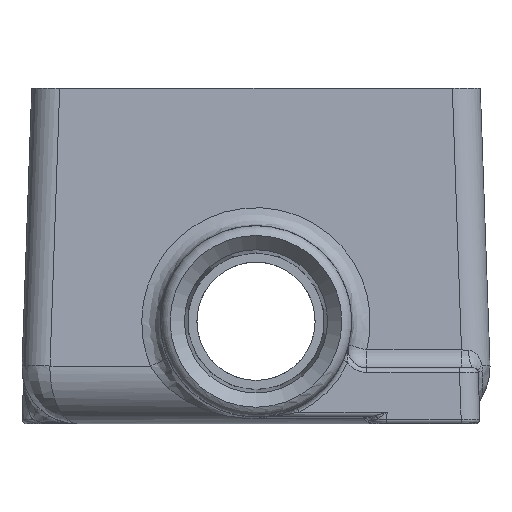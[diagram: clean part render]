
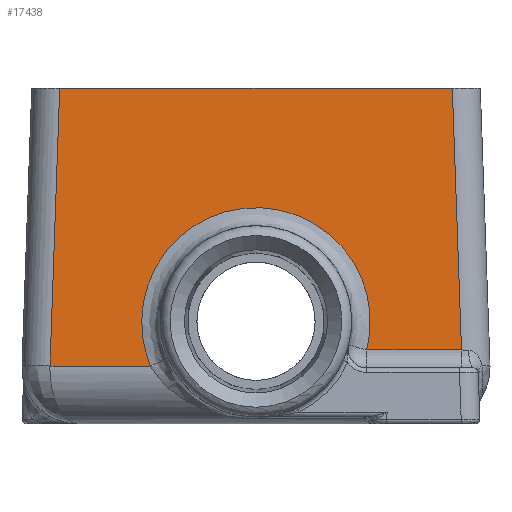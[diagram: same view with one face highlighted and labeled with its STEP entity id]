
A CAD part, left-side view. The second image highlights one B-rep face of the part: STEP entity #17438.
In plain terms, the highlighted planar face has unit normal (-0.999, 0, 0.035).
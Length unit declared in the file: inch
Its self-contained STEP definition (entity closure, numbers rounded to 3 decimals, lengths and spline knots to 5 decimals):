
#1220=ELLIPSE('',#18511,0.76597,0.7655);
#1293=LINE('',#22939,#2912);
#1303=LINE('',#22987,#2922);
#1304=LINE('',#22989,#2923);
#1305=LINE('',#22993,#2924);
#1306=LINE('',#22994,#2925);
#2912=VECTOR('',#19462,2.62959);
#2922=VECTOR('',#19502,1.86418);
#2923=VECTOR('',#19503,0.67346);
#2924=VECTOR('',#19506,0.63388);
#2925=VECTOR('',#19507,1.7565);
#4530=PLANE('',#18510);
#5232=FACE_OUTER_BOUND('',#6284,.T.);
#6284=EDGE_LOOP('',(#12112,#12113,#12114,#12115,#12116,#12117));
#7663=VERTEX_POINT('',#22936);
#7664=VERTEX_POINT('',#22938);
#7687=VERTEX_POINT('',#22986);
#7688=VERTEX_POINT('',#22988);
#7689=VERTEX_POINT('',#22990);
#7690=VERTEX_POINT('',#22992);
#9402=EDGE_CURVE('',#7664,#7663,#1293,.T.);
#9426=EDGE_CURVE('',#7687,#7663,#1303,.T.);
#9427=EDGE_CURVE('',#7688,#7687,#1304,.T.);
#9428=EDGE_CURVE('',#7689,#7688,#1220,.T.);
#9429=EDGE_CURVE('',#7690,#7689,#1305,.T.);
#9430=EDGE_CURVE('',#7664,#7690,#1306,.T.);
#12112=ORIENTED_EDGE('',*,*,#9402,.T.);
#12113=ORIENTED_EDGE('',*,*,#9426,.F.);
#12114=ORIENTED_EDGE('',*,*,#9427,.F.);
#12115=ORIENTED_EDGE('',*,*,#9428,.F.);
#12116=ORIENTED_EDGE('',*,*,#9429,.F.);
#12117=ORIENTED_EDGE('',*,*,#9430,.F.);
#17438=ADVANCED_FACE('',(#5232),#4530,.T.);
#18510=AXIS2_PLACEMENT_3D('',#22985,#19500,#19501);
#18511=AXIS2_PLACEMENT_3D('',#22991,#19504,#19505);
#19462=DIRECTION('',(0.,1.,0.));
#19500=DIRECTION('center_axis',(-0.999,0.,0.035));
#19501=DIRECTION('ref_axis',(0.,1.,0.));
#19502=DIRECTION('',(0.035,-0.035,0.999));
#19503=DIRECTION('',(0.,1.,0.));
#19504=DIRECTION('center_axis',(-0.999,0.,0.035));
#19505=DIRECTION('ref_axis',(0.035,0.,0.999));
#19506=DIRECTION('',(0.,1.,0.));
#19507=DIRECTION('',(-0.035,-0.035,-0.999));
#22936=CARTESIAN_POINT('',(-2.31468,1.3148,-0.0625));
#22938=CARTESIAN_POINT('',(-2.31468,-1.3148,-0.0625));
#22939=CARTESIAN_POINT('',(-2.31468,-1.71002,-0.0625));
#22985=CARTESIAN_POINT('Origin',(-2.3125,-1.5,0.));
#22986=CARTESIAN_POINT('',(-2.3797,1.37982,-1.92441));
#22987=CARTESIAN_POINT('',(-2.3109,1.31102,0.04573));
#22988=CARTESIAN_POINT('',(-2.3797,0.70635,-1.92441));
#22989=CARTESIAN_POINT('',(-2.3797,-0.75,-1.92441));
#22990=CARTESIAN_POINT('',(-2.37595,-0.74218,-1.81686));
#22991=CARTESIAN_POINT('Origin',(-2.3694,0.,-1.62936));
#22992=CARTESIAN_POINT('',(-2.37595,-1.37606,-1.81686));
#22993=CARTESIAN_POINT('',(-2.37595,-1.3125,-1.81686));
#22994=CARTESIAN_POINT('',(-2.30991,-1.31003,0.07403));
